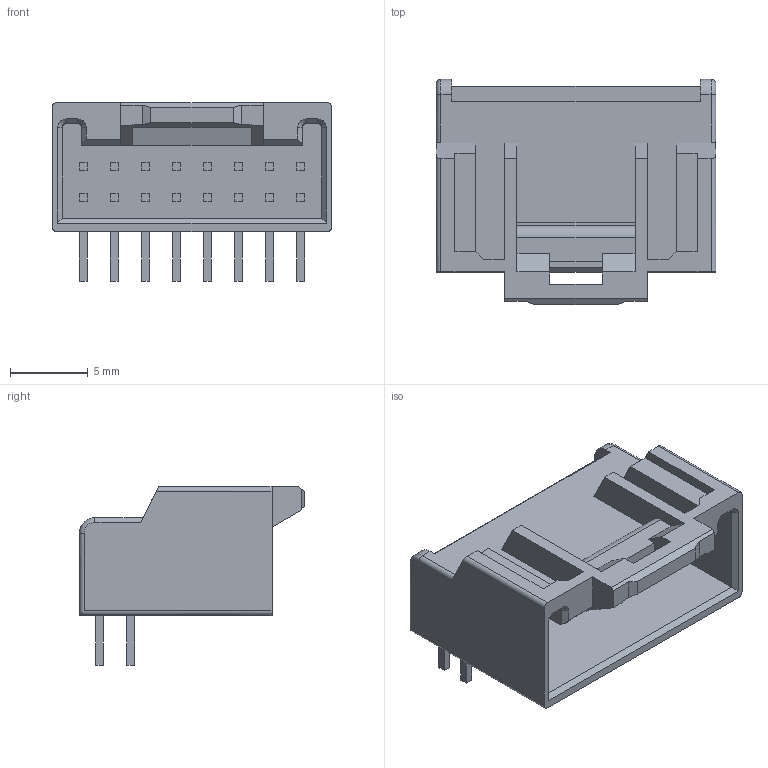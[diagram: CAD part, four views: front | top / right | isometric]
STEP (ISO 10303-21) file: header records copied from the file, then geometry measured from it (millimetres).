
FILE_DESCRIPTION(/* description */ (''),/* implementation_level */ '2;1');
FILE_NAME(/* name */ '5018761640.step',/* time_stamp */ '2020-12-28T17:01:44-05:00',/* author */ (''),/* organization */ (''),/* preprocessor_version */ 'ST-DEVELOPER v18.1',/* originating_system */ 'Autodesk Translation Framework v9.7.1.1290',/* authorisation */ '');
FILE_SCHEMA (('AUTOMOTIVE_DESIGN { 1 0 10303 214 3 1 1 }'));
Length unit declared in the file: millimetre
Products named in the file (1): 5018761640
Bounding box: 18 x 14.5 x 11.5 mm (x, y, z)
Volume: 879.5 mm3; surface area: 1607.8 mm2
Topology: 1 solids, 1 shells, 255 faces, 648 edges, 426 vertices
Faces by surface type: plane 234, cylinder 15, cone 4, torus 2
Entity records: 7743 total; most frequent: CARTESIAN_POINT 1330, ORIENTED_EDGE 1296, DIRECTION 1194, EDGE_CURVE 648, LINE 614, VECTOR 614, VERTEX_POINT 426, AXIS2_PLACEMENT_3D 290
